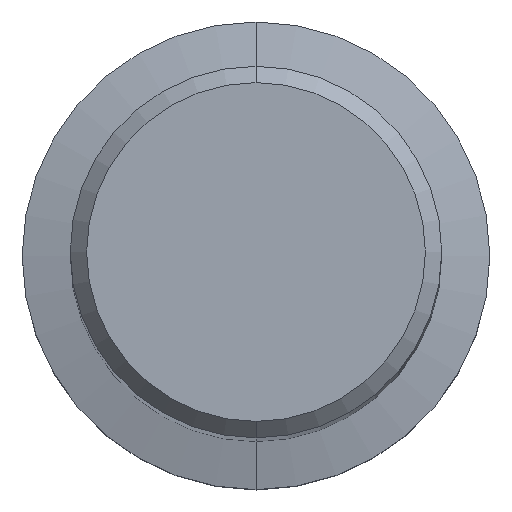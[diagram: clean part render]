
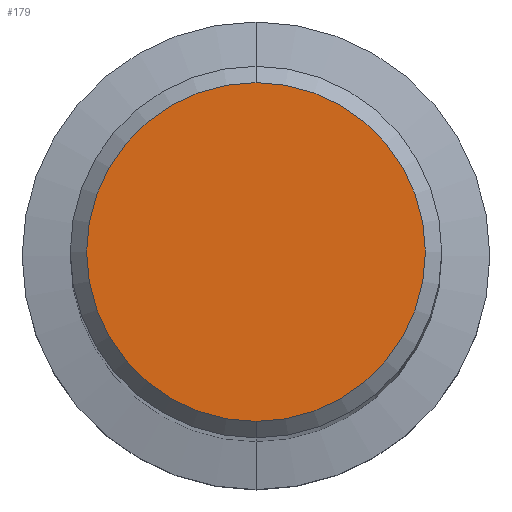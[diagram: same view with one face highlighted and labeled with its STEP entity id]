
A CAD part, top view. The second image highlights one B-rep face of the part: STEP entity #179.
In plain terms, the highlighted planar face has unit normal (0, 0, 1).
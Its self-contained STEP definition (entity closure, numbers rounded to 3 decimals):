
#129=VERTEX_POINT('',#329);
#157=EDGE_CURVE('',#129,#169,#360,.T.);
#169=VERTEX_POINT('',#374);
#179=ADVANCED_FACE('',(#384),#385,.T.);
#285=EDGE_CURVE('',#169,#129,#507,.T.);
#329=CARTESIAN_POINT('',(0.0,10.35,0.0));
#360=CIRCLE('',#587,10.35);
#374=CARTESIAN_POINT('',(0.,-10.35,0.0));
#384=FACE_OUTER_BOUND('',#618,.T.);
#385=PLANE('',#619);
#507=CIRCLE('',#774,10.35);
#587=AXIS2_PLACEMENT_3D('',#854,#855,#856);
#618=EDGE_LOOP('',(#880,#881));
#619=AXIS2_PLACEMENT_3D('',#882,#883,#884);
#774=AXIS2_PLACEMENT_3D('',#1044,#1045,#1046);
#854=CARTESIAN_POINT('',(0.0,0.0,0.0));
#855=DIRECTION('',(0.0,0.0,-1.0));
#856=DIRECTION('',(0.0,1.0,0.0));
#880=ORIENTED_EDGE('',*,*,#157,.F.);
#881=ORIENTED_EDGE('',*,*,#285,.F.);
#882=CARTESIAN_POINT('',(0.0,5.175,0.0));
#883=DIRECTION('',(-0.0,0.0,1.0));
#884=DIRECTION('',(0.0,-1.0,0.0));
#1044=CARTESIAN_POINT('',(0.0,0.0,0.0));
#1045=DIRECTION('',(0.0,0.0,-1.0));
#1046=DIRECTION('',(0.0,1.0,0.0));
